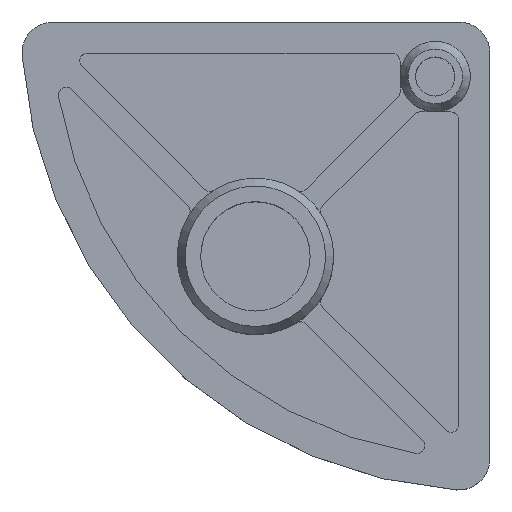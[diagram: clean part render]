
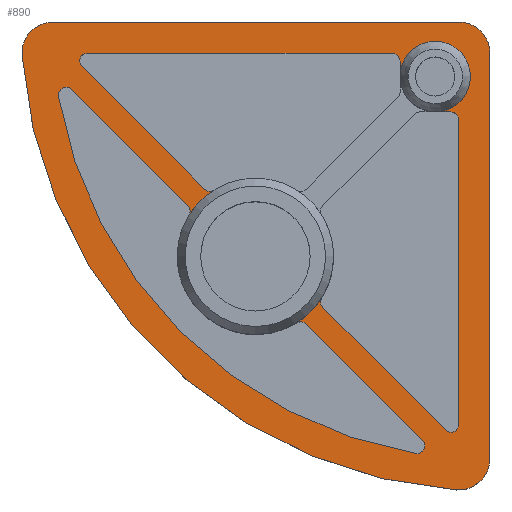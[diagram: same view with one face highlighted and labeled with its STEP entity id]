
A CAD part, top view. The second image highlights one B-rep face of the part: STEP entity #890.
In plain terms, the highlighted planar face has unit normal (0, 0, 1).
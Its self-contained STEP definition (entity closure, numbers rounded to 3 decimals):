
#20=FACE_BOUND('',#159,.T.);
#35=PLANE('',#1014);
#104=FACE_OUTER_BOUND('',#158,.T.);
#158=EDGE_LOOP('',(#741,#742,#743,#744,#745,#746));
#159=EDGE_LOOP('',(#747,#748,#749,#750,#751,#752,#753,#754,#755,#756,#757,
#758,#759,#760,#761,#762,#763,#764,#765,#766,#767,#768,#769));
#202=LINE('',#1460,#270);
#207=LINE('',#1478,#275);
#210=LINE('',#1487,#278);
#213=LINE('',#1493,#281);
#218=LINE('',#1506,#286);
#219=LINE('',#1509,#287);
#227=LINE('',#1528,#295);
#230=LINE('',#1537,#298);
#234=LINE('',#1549,#302);
#238=LINE('',#1564,#306);
#270=VECTOR('',#1158,1000.);
#275=VECTOR('',#1177,1000.);
#278=VECTOR('',#1188,1000.);
#281=VECTOR('',#1193,1000.);
#286=VECTOR('',#1206,1000.);
#287=VECTOR('',#1209,1000.);
#295=VECTOR('',#1225,1000.);
#298=VECTOR('',#1236,1000.);
#302=VECTOR('',#1248,1000.);
#306=VECTOR('',#1266,1000.);
#322=CIRCLE('',#941,0.5);
#324=CIRCLE('',#944,0.5);
#326=CIRCLE('',#947,0.5);
#328=CIRCLE('',#950,2.);
#331=CIRCLE('',#954,2.25);
#332=CIRCLE('',#955,2.25);
#336=CIRCLE('',#961,5.);
#341=CIRCLE('',#966,5.);
#344=CIRCLE('',#974,30.);
#346=CIRCLE('',#977,2.);
#348=CIRCLE('',#981,0.5);
#350=CIRCLE('',#986,0.5);
#352=CIRCLE('',#991,0.5);
#354=CIRCLE('',#995,0.5);
#356=CIRCLE('',#999,0.5);
#358=CIRCLE('',#1003,0.5);
#360=CIRCLE('',#1006,28.);
#362=CIRCLE('',#1010,0.5);
#364=CIRCLE('',#1013,2.);
#387=VERTEX_POINT('',#1375);
#388=VERTEX_POINT('',#1376);
#391=VERTEX_POINT('',#1384);
#392=VERTEX_POINT('',#1385);
#395=VERTEX_POINT('',#1393);
#396=VERTEX_POINT('',#1394);
#399=VERTEX_POINT('',#1402);
#400=VERTEX_POINT('',#1403);
#403=VERTEX_POINT('',#1411);
#404=VERTEX_POINT('',#1412);
#405=VERTEX_POINT('',#1414);
#410=VERTEX_POINT('',#1428);
#415=VERTEX_POINT('',#1441);
#416=VERTEX_POINT('',#1443);
#420=VERTEX_POINT('',#1456);
#423=VERTEX_POINT('',#1464);
#425=VERTEX_POINT('',#1470);
#427=VERTEX_POINT('',#1476);
#429=VERTEX_POINT('',#1482);
#431=VERTEX_POINT('',#1491);
#433=VERTEX_POINT('',#1497);
#436=VERTEX_POINT('',#1508);
#441=VERTEX_POINT('',#1520);
#443=VERTEX_POINT('',#1526);
#445=VERTEX_POINT('',#1532);
#447=VERTEX_POINT('',#1541);
#449=VERTEX_POINT('',#1547);
#451=VERTEX_POINT('',#1553);
#453=VERTEX_POINT('',#1562);
#473=EDGE_CURVE('',#387,#388,#322,.T.);
#477=EDGE_CURVE('',#391,#392,#324,.T.);
#481=EDGE_CURVE('',#395,#396,#326,.T.);
#485=EDGE_CURVE('',#399,#400,#328,.T.);
#490=EDGE_CURVE('',#404,#405,#331,.T.);
#492=EDGE_CURVE('',#405,#403,#332,.T.);
#498=EDGE_CURVE('',#410,#391,#336,.T.);
#506=EDGE_CURVE('',#415,#416,#341,.T.);
#513=EDGE_CURVE('',#399,#420,#202,.T.);
#516=EDGE_CURVE('',#400,#423,#344,.T.);
#519=EDGE_CURVE('',#423,#425,#346,.T.);
#522=EDGE_CURVE('',#427,#425,#207,.T.);
#525=EDGE_CURVE('',#429,#415,#348,.T.);
#527=EDGE_CURVE('',#429,#396,#210,.T.);
#530=EDGE_CURVE('',#395,#431,#213,.T.);
#533=EDGE_CURVE('',#433,#431,#350,.T.);
#537=EDGE_CURVE('',#433,#403,#218,.T.);
#538=EDGE_CURVE('',#404,#436,#219,.T.);
#545=EDGE_CURVE('',#441,#436,#352,.T.);
#548=EDGE_CURVE('',#441,#443,#227,.T.);
#551=EDGE_CURVE('',#445,#443,#354,.T.);
#553=EDGE_CURVE('',#445,#392,#230,.T.);
#556=EDGE_CURVE('',#447,#410,#356,.T.);
#559=EDGE_CURVE('',#447,#449,#234,.T.);
#562=EDGE_CURVE('',#451,#449,#358,.T.);
#564=EDGE_CURVE('',#388,#451,#360,.T.);
#567=EDGE_CURVE('',#387,#453,#238,.T.);
#569=EDGE_CURVE('',#416,#453,#362,.T.);
#571=EDGE_CURVE('',#427,#420,#364,.T.);
#741=ORIENTED_EDGE('',*,*,#513,.F.);
#742=ORIENTED_EDGE('',*,*,#485,.T.);
#743=ORIENTED_EDGE('',*,*,#516,.T.);
#744=ORIENTED_EDGE('',*,*,#519,.T.);
#745=ORIENTED_EDGE('',*,*,#522,.F.);
#746=ORIENTED_EDGE('',*,*,#571,.T.);
#747=ORIENTED_EDGE('',*,*,#506,.F.);
#748=ORIENTED_EDGE('',*,*,#525,.F.);
#749=ORIENTED_EDGE('',*,*,#527,.T.);
#750=ORIENTED_EDGE('',*,*,#481,.F.);
#751=ORIENTED_EDGE('',*,*,#530,.T.);
#752=ORIENTED_EDGE('',*,*,#533,.F.);
#753=ORIENTED_EDGE('',*,*,#537,.T.);
#754=ORIENTED_EDGE('',*,*,#492,.F.);
#755=ORIENTED_EDGE('',*,*,#490,.F.);
#756=ORIENTED_EDGE('',*,*,#538,.T.);
#757=ORIENTED_EDGE('',*,*,#545,.F.);
#758=ORIENTED_EDGE('',*,*,#548,.T.);
#759=ORIENTED_EDGE('',*,*,#551,.F.);
#760=ORIENTED_EDGE('',*,*,#553,.T.);
#761=ORIENTED_EDGE('',*,*,#477,.F.);
#762=ORIENTED_EDGE('',*,*,#498,.F.);
#763=ORIENTED_EDGE('',*,*,#556,.F.);
#764=ORIENTED_EDGE('',*,*,#559,.T.);
#765=ORIENTED_EDGE('',*,*,#562,.F.);
#766=ORIENTED_EDGE('',*,*,#564,.F.);
#767=ORIENTED_EDGE('',*,*,#473,.F.);
#768=ORIENTED_EDGE('',*,*,#567,.T.);
#769=ORIENTED_EDGE('',*,*,#569,.F.);
#890=ADVANCED_FACE('',(#104,#20),#35,.T.);
#941=AXIS2_PLACEMENT_3D('',#1377,#1077,#1078);
#944=AXIS2_PLACEMENT_3D('',#1386,#1085,#1086);
#947=AXIS2_PLACEMENT_3D('',#1395,#1093,#1094);
#950=AXIS2_PLACEMENT_3D('',#1404,#1101,#1102);
#954=AXIS2_PLACEMENT_3D('',#1415,#1111,#1112);
#955=AXIS2_PLACEMENT_3D('',#1417,#1114,#1115);
#961=AXIS2_PLACEMENT_3D('',#1430,#1128,#1129);
#966=AXIS2_PLACEMENT_3D('',#1444,#1141,#1142);
#974=AXIS2_PLACEMENT_3D('',#1466,#1164,#1165);
#977=AXIS2_PLACEMENT_3D('',#1472,#1171,#1172);
#981=AXIS2_PLACEMENT_3D('',#1484,#1183,#1184);
#986=AXIS2_PLACEMENT_3D('',#1499,#1199,#1200);
#991=AXIS2_PLACEMENT_3D('',#1522,#1219,#1220);
#995=AXIS2_PLACEMENT_3D('',#1534,#1231,#1232);
#999=AXIS2_PLACEMENT_3D('',#1543,#1242,#1243);
#1003=AXIS2_PLACEMENT_3D('',#1555,#1254,#1255);
#1006=AXIS2_PLACEMENT_3D('',#1558,#1260,#1261);
#1010=AXIS2_PLACEMENT_3D('',#1567,#1271,#1272);
#1013=AXIS2_PLACEMENT_3D('',#1570,#1277,#1278);
#1014=AXIS2_PLACEMENT_3D('',#1571,#1279,#1280);
#1077=DIRECTION('center_axis',(0.,0.,1.));
#1078=DIRECTION('ref_axis',(1.,0.,0.));
#1085=DIRECTION('center_axis',(0.,0.,1.));
#1086=DIRECTION('ref_axis',(1.,0.,0.));
#1093=DIRECTION('center_axis',(0.,0.,1.));
#1094=DIRECTION('ref_axis',(1.,0.,0.));
#1101=DIRECTION('center_axis',(0.,0.,1.));
#1102=DIRECTION('ref_axis',(1.,0.,0.));
#1111=DIRECTION('center_axis',(0.,0.,1.));
#1112=DIRECTION('ref_axis',(1.,0.,0.));
#1114=DIRECTION('center_axis',(0.,0.,1.));
#1115=DIRECTION('ref_axis',(1.,0.,0.));
#1128=DIRECTION('center_axis',(0.,0.,1.));
#1129=DIRECTION('ref_axis',(1.,0.,0.));
#1141=DIRECTION('center_axis',(0.,0.,1.));
#1142=DIRECTION('ref_axis',(1.,0.,0.));
#1158=DIRECTION('',(1.,0.,0.));
#1164=DIRECTION('center_axis',(0.,0.,1.));
#1165=DIRECTION('ref_axis',(1.,0.,0.));
#1171=DIRECTION('center_axis',(0.,0.,1.));
#1172=DIRECTION('ref_axis',(1.,0.,0.));
#1177=DIRECTION('',(0.,-1.,0.));
#1183=DIRECTION('center_axis',(0.,0.,1.));
#1184=DIRECTION('ref_axis',(1.,0.,0.));
#1188=DIRECTION('',(-0.707,0.707,0.));
#1193=DIRECTION('',(1.,0.,0.));
#1199=DIRECTION('center_axis',(0.,0.,1.));
#1200=DIRECTION('ref_axis',(1.,0.,0.));
#1206=DIRECTION('',(0.,-1.,0.));
#1209=DIRECTION('',(1.,0.,0.));
#1219=DIRECTION('center_axis',(0.,0.,1.));
#1220=DIRECTION('ref_axis',(1.,0.,0.));
#1225=DIRECTION('',(0.,-1.,0.));
#1231=DIRECTION('center_axis',(0.,0.,1.));
#1232=DIRECTION('ref_axis',(1.,0.,0.));
#1236=DIRECTION('',(-0.707,0.707,0.));
#1242=DIRECTION('center_axis',(0.,0.,1.));
#1243=DIRECTION('ref_axis',(1.,0.,0.));
#1248=DIRECTION('',(0.707,-0.707,0.));
#1254=DIRECTION('center_axis',(0.,0.,1.));
#1255=DIRECTION('ref_axis',(1.,0.,0.));
#1260=DIRECTION('center_axis',(0.,0.,1.));
#1261=DIRECTION('ref_axis',(1.,0.,0.));
#1266=DIRECTION('',(0.707,-0.707,0.));
#1271=DIRECTION('center_axis',(0.,0.,1.));
#1272=DIRECTION('ref_axis',(1.,0.,0.));
#1277=DIRECTION('center_axis',(0.,0.,1.));
#1278=DIRECTION('ref_axis',(1.,0.,0.));
#1279=DIRECTION('center_axis',(0.,0.,1.));
#1280=DIRECTION('ref_axis',(1.,0.,0.));
#1375=CARTESIAN_POINT('',(25.85,217.563,5.));
#1376=CARTESIAN_POINT('',(25.004,217.124,5.));
#1377=CARTESIAN_POINT('Origin',(25.496,217.209,5.));
#1384=CARTESIAN_POINT('',(41.844,204.236,5.));
#1385=CARTESIAN_POINT('',(41.915,203.619,5.));
#1386=CARTESIAN_POINT('Origin',(42.269,203.972,5.));
#1393=CARTESIAN_POINT('',(26.865,219.876,5.));
#1394=CARTESIAN_POINT('',(26.512,219.022,5.));
#1395=CARTESIAN_POINT('Origin',(26.865,219.376,5.));
#1402=CARTESIAN_POINT('',(24.669,221.876,5.));
#1403=CARTESIAN_POINT('',(22.674,219.733,5.));
#1404=CARTESIAN_POINT('Origin',(24.669,219.876,5.));
#1411=CARTESIAN_POINT('',(46.848,218.376,5.));
#1412=CARTESIAN_POINT('',(49.098,216.126,5.));
#1414=CARTESIAN_POINT('',(51.348,218.376,5.));
#1415=CARTESIAN_POINT('Origin',(49.098,218.376,5.));
#1417=CARTESIAN_POINT('Origin',(49.098,218.376,5.));
#1428=CARTESIAN_POINT('',(40.237,202.629,5.));
#1430=CARTESIAN_POINT('Origin',(37.598,206.876,5.));
#1441=CARTESIAN_POINT('',(34.958,211.122,5.));
#1443=CARTESIAN_POINT('',(33.351,209.515,5.));
#1444=CARTESIAN_POINT('Origin',(37.598,206.876,5.));
#1456=CARTESIAN_POINT('',(50.598,221.876,5.));
#1460=CARTESIAN_POINT('',(37.636,221.876,5.));
#1464=CARTESIAN_POINT('',(50.455,191.952,5.));
#1466=CARTESIAN_POINT('Origin',(52.598,221.876,5.));
#1470=CARTESIAN_POINT('',(52.598,193.947,5.));
#1472=CARTESIAN_POINT('Origin',(50.598,193.947,5.));
#1476=CARTESIAN_POINT('',(52.598,219.876,5.));
#1478=CARTESIAN_POINT('',(52.598,173.85,5.));
#1482=CARTESIAN_POINT('',(34.341,211.193,5.));
#1484=CARTESIAN_POINT('Origin',(34.694,211.547,5.));
#1487=CARTESIAN_POINT('',(54.66,190.874,5.));
#1491=CARTESIAN_POINT('',(46.348,219.876,5.));
#1493=CARTESIAN_POINT('',(37.636,219.876,5.));
#1497=CARTESIAN_POINT('',(46.848,219.376,5.));
#1499=CARTESIAN_POINT('Origin',(46.348,219.376,5.));
#1506=CARTESIAN_POINT('',(46.848,173.85,5.));
#1508=CARTESIAN_POINT('',(50.098,216.126,5.));
#1509=CARTESIAN_POINT('',(37.636,216.126,5.));
#1520=CARTESIAN_POINT('',(50.598,215.626,5.));
#1522=CARTESIAN_POINT('Origin',(50.098,215.626,5.));
#1526=CARTESIAN_POINT('',(50.598,196.143,5.));
#1528=CARTESIAN_POINT('',(50.598,173.85,5.));
#1532=CARTESIAN_POINT('',(49.744,195.79,5.));
#1534=CARTESIAN_POINT('Origin',(50.098,196.143,5.));
#1537=CARTESIAN_POINT('',(54.66,190.874,5.));
#1541=CARTESIAN_POINT('',(40.855,202.558,5.));
#1543=CARTESIAN_POINT('Origin',(40.501,202.204,5.));
#1547=CARTESIAN_POINT('',(48.285,195.128,5.));
#1549=CARTESIAN_POINT('',(53.599,189.813,5.));
#1553=CARTESIAN_POINT('',(47.846,194.282,5.));
#1555=CARTESIAN_POINT('Origin',(47.931,194.775,5.));
#1558=CARTESIAN_POINT('Origin',(52.598,221.876,5.));
#1562=CARTESIAN_POINT('',(33.28,210.133,5.));
#1564=CARTESIAN_POINT('',(53.599,189.813,5.));
#1567=CARTESIAN_POINT('Origin',(32.926,209.779,5.));
#1570=CARTESIAN_POINT('Origin',(50.598,219.876,5.));
#1571=CARTESIAN_POINT('Origin',(37.636,173.85,5.));
